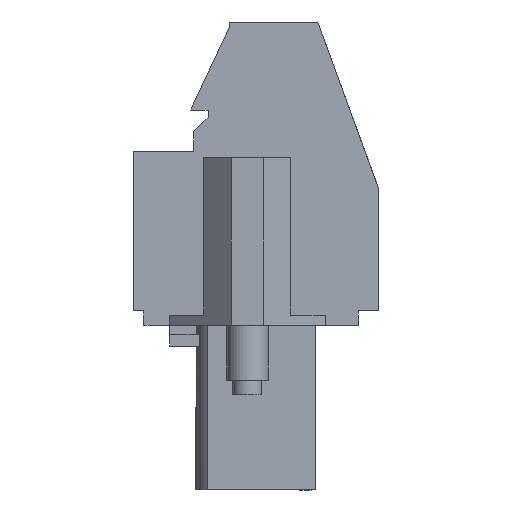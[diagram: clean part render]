
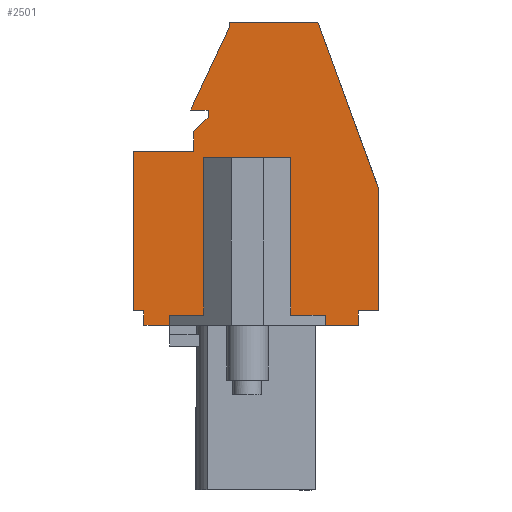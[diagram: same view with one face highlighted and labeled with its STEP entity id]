
A CAD part, left-side view. The second image highlights one B-rep face of the part: STEP entity #2501.
In plain terms, the highlighted planar face has unit normal (-1, 0, 0).
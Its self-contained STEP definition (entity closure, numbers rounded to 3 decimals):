
#999=AXIS2_PLACEMENT_3D('Plane Axis2P3D',#996,#997,#998) ;
#107=CARTESIAN_POINT('Line Origine',(3.47,1.782,7.95)) ;
#111=CARTESIAN_POINT('Vertex',(3.47,2.58,7.95)) ;
#113=CARTESIAN_POINT('Vertex',(3.47,0.983,7.95)) ;
#148=CARTESIAN_POINT('Vertex',(3.47,10.08,7.95)) ;
#151=CARTESIAN_POINT('Line Origine',(3.47,10.705,7.95)) ;
#155=CARTESIAN_POINT('Vertex',(3.47,11.33,7.95)) ;
#996=CARTESIAN_POINT('Axis2P3D Location',(3.47,0.,0.)) ;
#2357=CARTESIAN_POINT('Line Origine',(3.47,0.983,8.3)) ;
#2361=CARTESIAN_POINT('Vertex',(3.47,0.983,8.65)) ;
#2364=CARTESIAN_POINT('Line Origine',(3.47,0.492,8.65)) ;
#2368=CARTESIAN_POINT('Vertex',(3.47,0.,8.65)) ;
#2371=CARTESIAN_POINT('Line Origine',(3.47,0.,11.611)) ;
#2375=CARTESIAN_POINT('Vertex',(3.47,0.,14.572)) ;
#2378=CARTESIAN_POINT('Line Origine',(3.47,1.461,18.586)) ;
#2382=CARTESIAN_POINT('Vertex',(3.47,2.922,22.6)) ;
#2385=CARTESIAN_POINT('Line Origine',(3.47,5.052,22.6)) ;
#2389=CARTESIAN_POINT('Vertex',(3.47,7.181,22.6)) ;
#2392=CARTESIAN_POINT('Line Origine',(3.47,7.181,22.5)) ;
#2396=CARTESIAN_POINT('Vertex',(3.47,7.181,22.4)) ;
#2399=CARTESIAN_POINT('Line Origine',(3.47,8.126,20.375)) ;
#2403=CARTESIAN_POINT('Vertex',(3.47,9.07,18.35)) ;
#2406=CARTESIAN_POINT('Line Origine',(3.47,8.65,18.35)) ;
#2410=CARTESIAN_POINT('Vertex',(3.47,8.23,18.35)) ;
#2413=CARTESIAN_POINT('Line Origine',(3.47,8.23,18.175)) ;
#2417=CARTESIAN_POINT('Vertex',(3.47,8.23,18.)) ;
#2420=CARTESIAN_POINT('Line Origine',(3.47,8.58,17.65)) ;
#2424=CARTESIAN_POINT('Vertex',(3.47,8.93,17.3)) ;
#2427=CARTESIAN_POINT('Line Origine',(3.47,8.93,16.825)) ;
#2431=CARTESIAN_POINT('Vertex',(3.47,8.93,16.35)) ;
#2434=CARTESIAN_POINT('Line Origine',(3.47,10.38,16.35)) ;
#2438=CARTESIAN_POINT('Vertex',(3.47,11.83,16.35)) ;
#2441=CARTESIAN_POINT('Line Origine',(3.47,11.83,12.5)) ;
#2445=CARTESIAN_POINT('Vertex',(3.47,11.83,8.65)) ;
#2448=CARTESIAN_POINT('Line Origine',(3.47,11.58,8.65)) ;
#2452=CARTESIAN_POINT('Vertex',(3.47,11.33,8.65)) ;
#2455=CARTESIAN_POINT('Line Origine',(3.47,11.33,8.3)) ;
#2460=CARTESIAN_POINT('Line Origine',(3.47,10.08,8.2)) ;
#2464=CARTESIAN_POINT('Vertex',(3.47,10.08,8.45)) ;
#2467=CARTESIAN_POINT('Line Origine',(3.47,6.33,8.45)) ;
#2471=CARTESIAN_POINT('Vertex',(3.47,2.58,8.45)) ;
#2474=CARTESIAN_POINT('Line Origine',(3.47,2.58,8.2)) ;
#108=DIRECTION('Vector Direction',(0.,-1.,0.)) ;
#152=DIRECTION('Vector Direction',(0.,-1.,0.)) ;
#997=DIRECTION('Axis2P3D Direction',(-1.,0.,0.)) ;
#998=DIRECTION('Axis2P3D XDirection',(0.,0.,1.)) ;
#2358=DIRECTION('Vector Direction',(0.,0.,1.)) ;
#2365=DIRECTION('Vector Direction',(0.,-1.,0.)) ;
#2372=DIRECTION('Vector Direction',(0.,0.,1.)) ;
#2379=DIRECTION('Vector Direction',(0.,-0.342,-0.94)) ;
#2386=DIRECTION('Vector Direction',(0.,-1.,0.)) ;
#2393=DIRECTION('Vector Direction',(0.,0.,1.)) ;
#2400=DIRECTION('Vector Direction',(0.,-0.423,0.906)) ;
#2407=DIRECTION('Vector Direction',(0.,1.,0.)) ;
#2414=DIRECTION('Vector Direction',(0.,0.,1.)) ;
#2421=DIRECTION('Vector Direction',(0.,-0.707,0.707)) ;
#2428=DIRECTION('Vector Direction',(0.,0.,1.)) ;
#2435=DIRECTION('Vector Direction',(0.,-1.,0.)) ;
#2442=DIRECTION('Vector Direction',(0.,0.,1.)) ;
#2449=DIRECTION('Vector Direction',(0.,1.,0.)) ;
#2456=DIRECTION('Vector Direction',(0.,0.,-1.)) ;
#2461=DIRECTION('Vector Direction',(0.,0.,1.)) ;
#2468=DIRECTION('Vector Direction',(0.,1.,0.)) ;
#2475=DIRECTION('Vector Direction',(0.,0.,1.)) ;
#109=VECTOR('Line Direction',#108,1.) ;
#153=VECTOR('Line Direction',#152,1.) ;
#2359=VECTOR('Line Direction',#2358,1.) ;
#2366=VECTOR('Line Direction',#2365,1.) ;
#2373=VECTOR('Line Direction',#2372,1.) ;
#2380=VECTOR('Line Direction',#2379,1.) ;
#2387=VECTOR('Line Direction',#2386,1.) ;
#2394=VECTOR('Line Direction',#2393,1.) ;
#2401=VECTOR('Line Direction',#2400,1.) ;
#2408=VECTOR('Line Direction',#2407,1.) ;
#2415=VECTOR('Line Direction',#2414,1.) ;
#2422=VECTOR('Line Direction',#2421,1.) ;
#2429=VECTOR('Line Direction',#2428,1.) ;
#2436=VECTOR('Line Direction',#2435,1.) ;
#2443=VECTOR('Line Direction',#2442,1.) ;
#2450=VECTOR('Line Direction',#2449,1.) ;
#2457=VECTOR('Line Direction',#2456,1.) ;
#2462=VECTOR('Line Direction',#2461,1.) ;
#2469=VECTOR('Line Direction',#2468,1.) ;
#2476=VECTOR('Line Direction',#2475,1.) ;
#2480=ORIENTED_EDGE('',*,*,#115,.T.) ;
#2481=ORIENTED_EDGE('',*,*,#2363,.T.) ;
#2482=ORIENTED_EDGE('',*,*,#2370,.T.) ;
#2483=ORIENTED_EDGE('',*,*,#2377,.T.) ;
#2484=ORIENTED_EDGE('',*,*,#2384,.T.) ;
#2485=ORIENTED_EDGE('',*,*,#2391,.T.) ;
#2486=ORIENTED_EDGE('',*,*,#2398,.T.) ;
#2487=ORIENTED_EDGE('',*,*,#2405,.T.) ;
#2488=ORIENTED_EDGE('',*,*,#2412,.T.) ;
#2489=ORIENTED_EDGE('',*,*,#2419,.T.) ;
#2490=ORIENTED_EDGE('',*,*,#2426,.T.) ;
#2491=ORIENTED_EDGE('',*,*,#2433,.T.) ;
#2492=ORIENTED_EDGE('',*,*,#2440,.T.) ;
#2493=ORIENTED_EDGE('',*,*,#2447,.T.) ;
#2494=ORIENTED_EDGE('',*,*,#2454,.T.) ;
#2495=ORIENTED_EDGE('',*,*,#2459,.T.) ;
#2496=ORIENTED_EDGE('',*,*,#157,.T.) ;
#2497=ORIENTED_EDGE('',*,*,#2466,.T.) ;
#2498=ORIENTED_EDGE('',*,*,#2473,.F.) ;
#2499=ORIENTED_EDGE('',*,*,#2478,.F.) ;
#2501=ADVANCED_FACE('HOUSING',(#2500),#1000,.T.) ;
#115=EDGE_CURVE('',#112,#114,#110,.T.) ;
#157=EDGE_CURVE('',#156,#149,#154,.T.) ;
#2363=EDGE_CURVE('',#114,#2362,#2360,.T.) ;
#2370=EDGE_CURVE('',#2362,#2369,#2367,.T.) ;
#2377=EDGE_CURVE('',#2369,#2376,#2374,.T.) ;
#2384=EDGE_CURVE('',#2376,#2383,#2381,.F.) ;
#2391=EDGE_CURVE('',#2383,#2390,#2388,.F.) ;
#2398=EDGE_CURVE('',#2390,#2397,#2395,.F.) ;
#2405=EDGE_CURVE('',#2397,#2404,#2402,.F.) ;
#2412=EDGE_CURVE('',#2404,#2411,#2409,.F.) ;
#2419=EDGE_CURVE('',#2411,#2418,#2416,.F.) ;
#2426=EDGE_CURVE('',#2418,#2425,#2423,.F.) ;
#2433=EDGE_CURVE('',#2425,#2432,#2430,.F.) ;
#2440=EDGE_CURVE('',#2432,#2439,#2437,.F.) ;
#2447=EDGE_CURVE('',#2439,#2446,#2444,.F.) ;
#2454=EDGE_CURVE('',#2446,#2453,#2451,.F.) ;
#2459=EDGE_CURVE('',#2453,#156,#2458,.T.) ;
#2466=EDGE_CURVE('',#149,#2465,#2463,.T.) ;
#2473=EDGE_CURVE('',#2472,#2465,#2470,.T.) ;
#2478=EDGE_CURVE('',#112,#2472,#2477,.T.) ;
#2479=EDGE_LOOP('',(#2480,#2481,#2482,#2483,#2484,#2485,#2486,#2487,#2488,#2489,#2490,#2491,#2492,#2493,#2494,#2495,#2496,#2497,#2498,#2499)) ;
#2500=FACE_OUTER_BOUND('',#2479,.T.) ;
#110=LINE('Line',#107,#109) ;
#154=LINE('Line',#151,#153) ;
#2360=LINE('Line',#2357,#2359) ;
#2367=LINE('Line',#2364,#2366) ;
#2374=LINE('Line',#2371,#2373) ;
#2381=LINE('Line',#2378,#2380) ;
#2388=LINE('Line',#2385,#2387) ;
#2395=LINE('Line',#2392,#2394) ;
#2402=LINE('Line',#2399,#2401) ;
#2409=LINE('Line',#2406,#2408) ;
#2416=LINE('Line',#2413,#2415) ;
#2423=LINE('Line',#2420,#2422) ;
#2430=LINE('Line',#2427,#2429) ;
#2437=LINE('Line',#2434,#2436) ;
#2444=LINE('Line',#2441,#2443) ;
#2451=LINE('Line',#2448,#2450) ;
#2458=LINE('Line',#2455,#2457) ;
#2463=LINE('Line',#2460,#2462) ;
#2470=LINE('Line',#2467,#2469) ;
#2477=LINE('Line',#2474,#2476) ;
#1000=PLANE('',#999) ;
#112=VERTEX_POINT('',#111) ;
#114=VERTEX_POINT('',#113) ;
#149=VERTEX_POINT('',#148) ;
#156=VERTEX_POINT('',#155) ;
#2362=VERTEX_POINT('',#2361) ;
#2369=VERTEX_POINT('',#2368) ;
#2376=VERTEX_POINT('',#2375) ;
#2383=VERTEX_POINT('',#2382) ;
#2390=VERTEX_POINT('',#2389) ;
#2397=VERTEX_POINT('',#2396) ;
#2404=VERTEX_POINT('',#2403) ;
#2411=VERTEX_POINT('',#2410) ;
#2418=VERTEX_POINT('',#2417) ;
#2425=VERTEX_POINT('',#2424) ;
#2432=VERTEX_POINT('',#2431) ;
#2439=VERTEX_POINT('',#2438) ;
#2446=VERTEX_POINT('',#2445) ;
#2453=VERTEX_POINT('',#2452) ;
#2465=VERTEX_POINT('',#2464) ;
#2472=VERTEX_POINT('',#2471) ;
